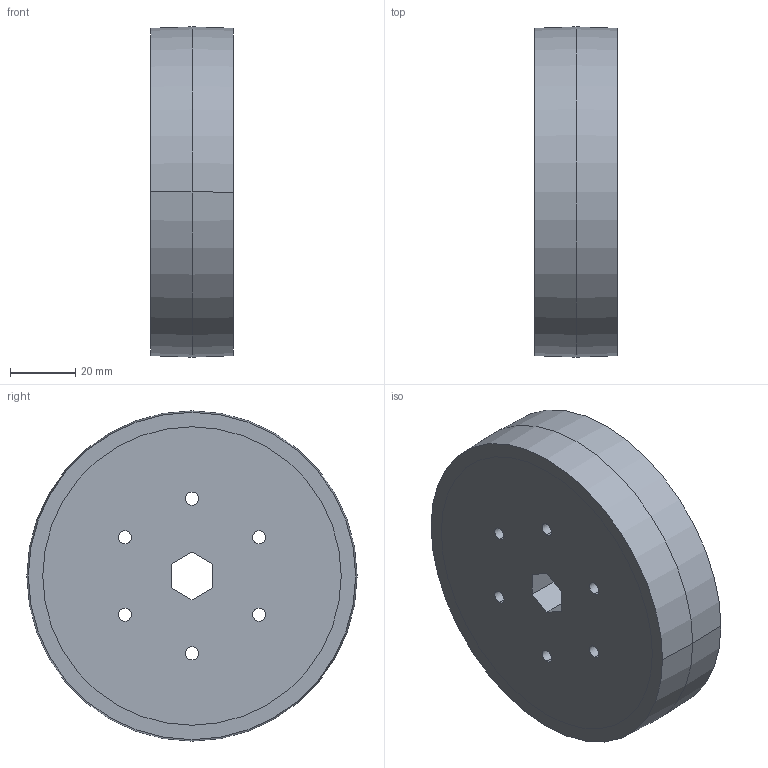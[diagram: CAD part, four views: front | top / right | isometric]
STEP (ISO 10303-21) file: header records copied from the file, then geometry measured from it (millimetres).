
FILE_DESCRIPTION (( 'STEP AP214' ), '1' );
FILE_NAME ('am-2647 4inWheel 500 Hex REV2.STEP', '2018-06-12T13:15:31', ( '' ), ( '' ), 'SwSTEP 2.0', 'SolidWorks 2017', '' );
FILE_SCHEMA (( 'AUTOMOTIVE_DESIGN' ));
Length unit declared in the file: inch
Products named in the file (3): am-2647 4inWheel 500 Hex REV2; 4in Wheel Intergreated Hub 500 HEX; 4in Tread
Assembly tree (2 placements, depth 2):
  am-2647 4inWheel 500 Hex REV2
    4in Wheel Intergreated Hub 500 HEX
    4in Tread
Bounding box: 25.4 x 101.6 x 101.6 mm (x, y, z)
Volume: 91334.4 mm3; surface area: 50998.3 mm2
Topology: 2 solids, 2 shells, 605 faces, 1420 edges, 802 vertices
Faces by surface type: bspline 322, cone 134, cylinder 84, plane 65
Entity records: 34874 total; most frequent: CARTESIAN_POINT 14985, ORIENTED_EDGE 2792, DIRECTION 2156, EDGE_CURVE 1396, AXIS2_PLACEMENT_3D 900, VERTEX_POINT 802, EDGE_LOOP 628, UNCERTAINTY_MEASURE_WITH_UNIT 612
